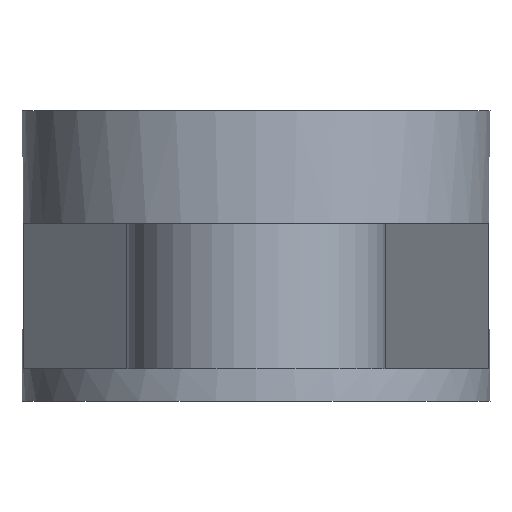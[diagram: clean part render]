
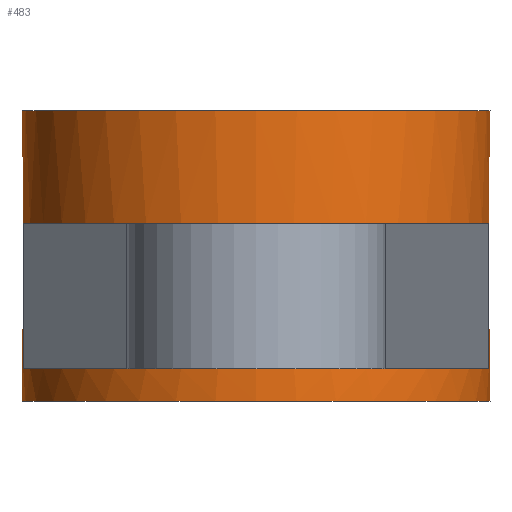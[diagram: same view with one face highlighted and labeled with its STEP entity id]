
A CAD part, left-side view. The second image highlights one B-rep face of the part: STEP entity #483.
In plain terms, the highlighted cylindrical face has radius 3.625 mm (diameter 7.25 mm), a full revolution.
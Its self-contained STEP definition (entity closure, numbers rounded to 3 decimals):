
#18=LINE('',#775,#48);
#19=LINE('',#778,#49);
#20=LINE('',#779,#50);
#21=LINE('',#781,#51);
#22=LINE('',#787,#52);
#23=LINE('',#790,#53);
#48=VECTOR('',#622,3.625);
#49=VECTOR('',#625,10.);
#50=VECTOR('',#626,3.625);
#51=VECTOR('',#627,10.);
#52=VECTOR('',#632,10.);
#53=VECTOR('',#635,10.);
#76=CYLINDRICAL_SURFACE('',#535,3.625);
#97=FACE_BOUND('',#152,.T.);
#118=FACE_OUTER_BOUND('',#151,.T.);
#151=EDGE_LOOP('',(#354,#355,#356,#357,#358,#359,#360,#361,#362,#363,#364,
#365));
#152=EDGE_LOOP('',(#366,#367,#368,#369));
#193=CIRCLE('',#525,3.625);
#194=CIRCLE('',#527,3.625);
#195=CIRCLE('',#528,3.625);
#202=CIRCLE('',#536,3.625);
#203=CIRCLE('',#537,3.625);
#204=CIRCLE('',#538,3.625);
#205=CIRCLE('',#539,3.625);
#206=CIRCLE('',#540,3.625);
#229=VERTEX_POINT('',#748);
#230=VERTEX_POINT('',#751);
#231=VERTEX_POINT('',#752);
#232=VERTEX_POINT('',#754);
#240=VERTEX_POINT('',#772);
#241=VERTEX_POINT('',#774);
#242=VERTEX_POINT('',#776);
#243=VERTEX_POINT('',#780);
#244=VERTEX_POINT('',#783);
#245=VERTEX_POINT('',#784);
#246=VERTEX_POINT('',#786);
#247=VERTEX_POINT('',#788);
#274=EDGE_CURVE('',#229,#229,#193,.T.);
#275=EDGE_CURVE('',#230,#231,#194,.T.);
#276=EDGE_CURVE('',#231,#232,#195,.T.);
#285=EDGE_CURVE('',#240,#240,#202,.T.);
#286=EDGE_CURVE('',#240,#241,#18,.T.);
#287=EDGE_CURVE('',#242,#241,#203,.T.);
#288=EDGE_CURVE('',#232,#242,#19,.T.);
#289=EDGE_CURVE('',#231,#229,#20,.T.);
#290=EDGE_CURVE('',#230,#243,#21,.T.);
#291=EDGE_CURVE('',#241,#243,#204,.T.);
#292=EDGE_CURVE('',#244,#245,#205,.T.);
#293=EDGE_CURVE('',#244,#246,#22,.T.);
#294=EDGE_CURVE('',#247,#246,#206,.T.);
#295=EDGE_CURVE('',#245,#247,#23,.T.);
#354=ORIENTED_EDGE('',*,*,#285,.F.);
#355=ORIENTED_EDGE('',*,*,#286,.T.);
#356=ORIENTED_EDGE('',*,*,#287,.F.);
#357=ORIENTED_EDGE('',*,*,#288,.F.);
#358=ORIENTED_EDGE('',*,*,#276,.F.);
#359=ORIENTED_EDGE('',*,*,#289,.T.);
#360=ORIENTED_EDGE('',*,*,#274,.F.);
#361=ORIENTED_EDGE('',*,*,#289,.F.);
#362=ORIENTED_EDGE('',*,*,#275,.F.);
#363=ORIENTED_EDGE('',*,*,#290,.T.);
#364=ORIENTED_EDGE('',*,*,#291,.F.);
#365=ORIENTED_EDGE('',*,*,#286,.F.);
#366=ORIENTED_EDGE('',*,*,#292,.F.);
#367=ORIENTED_EDGE('',*,*,#293,.T.);
#368=ORIENTED_EDGE('',*,*,#294,.F.);
#369=ORIENTED_EDGE('',*,*,#295,.F.);
#483=ADVANCED_FACE('',(#118,#97),#76,.T.);
#525=AXIS2_PLACEMENT_3D('',#749,#596,#597);
#527=AXIS2_PLACEMENT_3D('',#753,#600,#601);
#528=AXIS2_PLACEMENT_3D('',#755,#602,#603);
#535=AXIS2_PLACEMENT_3D('',#771,#618,#619);
#536=AXIS2_PLACEMENT_3D('',#773,#620,#621);
#537=AXIS2_PLACEMENT_3D('',#777,#623,#624);
#538=AXIS2_PLACEMENT_3D('',#782,#628,#629);
#539=AXIS2_PLACEMENT_3D('',#785,#630,#631);
#540=AXIS2_PLACEMENT_3D('',#789,#633,#634);
#596=DIRECTION('center_axis',(0.,0.,-1.));
#597=DIRECTION('ref_axis',(1.,0.,0.));
#600=DIRECTION('center_axis',(0.,0.,1.));
#601=DIRECTION('ref_axis',(1.,0.,0.));
#602=DIRECTION('center_axis',(0.,0.,1.));
#603=DIRECTION('ref_axis',(1.,0.,0.));
#618=DIRECTION('center_axis',(0.,0.,1.));
#619=DIRECTION('ref_axis',(1.,0.,0.));
#620=DIRECTION('center_axis',(0.,0.,1.));
#621=DIRECTION('ref_axis',(1.,0.,0.));
#622=DIRECTION('',(0.,0.,-1.));
#623=DIRECTION('center_axis',(0.,0.,-1.));
#624=DIRECTION('ref_axis',(1.,0.,0.));
#625=DIRECTION('',(0.,0.,1.));
#626=DIRECTION('',(0.,0.,-1.));
#627=DIRECTION('',(0.,0.,1.));
#628=DIRECTION('center_axis',(0.,0.,-1.));
#629=DIRECTION('ref_axis',(1.,0.,0.));
#630=DIRECTION('center_axis',(0.,0.,1.));
#631=DIRECTION('ref_axis',(1.,0.,0.));
#632=DIRECTION('',(0.,0.,1.));
#633=DIRECTION('center_axis',(0.,0.,-1.));
#634=DIRECTION('ref_axis',(1.,0.,0.));
#635=DIRECTION('',(0.,0.,1.));
#748=CARTESIAN_POINT('',(14.375,0.,-0.5));
#749=CARTESIAN_POINT('Origin',(18.,0.,-0.5));
#751=CARTESIAN_POINT('',(17.629,3.606,0.));
#752=CARTESIAN_POINT('',(14.375,0.,0.));
#753=CARTESIAN_POINT('Origin',(18.,0.,0.));
#754=CARTESIAN_POINT('',(17.629,-3.606,0.));
#755=CARTESIAN_POINT('Origin',(18.,0.,0.));
#771=CARTESIAN_POINT('Origin',(18.,0.,0.));
#772=CARTESIAN_POINT('',(14.375,0.,4.));
#773=CARTESIAN_POINT('Origin',(18.,0.,4.));
#774=CARTESIAN_POINT('',(14.375,0.,2.25));
#775=CARTESIAN_POINT('',(14.375,0.,0.));
#776=CARTESIAN_POINT('',(17.629,-3.606,2.25));
#777=CARTESIAN_POINT('Origin',(18.,0.,2.25));
#778=CARTESIAN_POINT('',(17.629,-3.606,0.));
#779=CARTESIAN_POINT('',(14.375,0.,0.));
#780=CARTESIAN_POINT('',(17.629,3.606,2.25));
#781=CARTESIAN_POINT('',(17.629,3.606,0.));
#782=CARTESIAN_POINT('Origin',(18.,0.,2.25));
#783=CARTESIAN_POINT('',(18.371,-3.606,0.));
#784=CARTESIAN_POINT('',(18.371,3.606,0.));
#785=CARTESIAN_POINT('Origin',(18.,0.,0.));
#786=CARTESIAN_POINT('',(18.371,-3.606,2.25));
#787=CARTESIAN_POINT('',(18.371,-3.606,0.));
#788=CARTESIAN_POINT('',(18.371,3.606,2.25));
#789=CARTESIAN_POINT('Origin',(18.,0.,2.25));
#790=CARTESIAN_POINT('',(18.371,3.606,0.));
